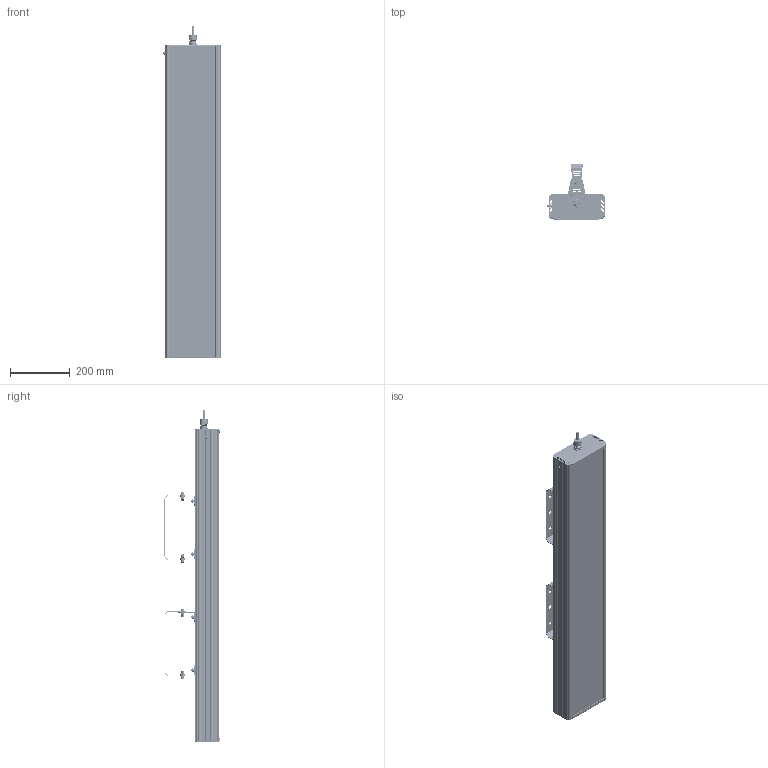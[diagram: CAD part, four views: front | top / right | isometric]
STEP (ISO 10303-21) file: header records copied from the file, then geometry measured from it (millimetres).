
FILE_DESCRIPTION(('STEP AP214'), '1');
FILE_NAME('001.0095.44.000 - 藷旆-椻嚦譇-2癱-220', '', ('UNSPECIFIED'), ('UNSPECIFIED'), 'C3D Converter', 'C3D Toolkit', '');
FILE_SCHEMA(('AUTOMOTIVE_DESIGN { 1 0 10303 214 3 1 1}'));
Length unit declared in the file: millimetre
Products named in the file (43): 001.0095.44.000; #3315; #3374; #3433; #3492; #3577; #3636; #3695; #3754
Assembly tree (88 placements, depth 4):
  001.0095.44.000
    (unnamed)
      (unnamed)
      (unnamed)
      (unnamed)
      (unnamed)
      (unnamed)
      (unnamed)
      (unnamed)
      (unnamed)  x6
      (unnamed)  x6
      (unnamed)
      (unnamed)
      (unnamed)  x22
        (unnamed)
        (unnamed)
        (unnamed)
        (unnamed)
        (unnamed)
        (unnamed)
        (unnamed)
        (unnamed)
        (unnamed)
      (unnamed)
        (unnamed)
    (unnamed)  x2
      (unnamed)
      (unnamed)
      (unnamed)
      (unnamed)
      (unnamed)
      (unnamed)
      (unnamed)
      (unnamed)
      #3315
      #3374
      #3433
      #3492
      #3577
      #3636
      #3695
      #3754
      (unnamed)
Bounding box: 192.43 x 184.68 x 1114.5 mm (x, y, z)
Volume: 3179328.4 mm3; surface area: 2489754.3 mm2
Topology: 765 solids, 765 shells, 7729 faces, 17705 edges, 11738 vertices
Faces by surface type: plane 5424, cylinder 2058, cone 117, bspline 99, sphere 22, torus 9
Full cylindrical faces by diameter (mm): 1 x22, 2 x44, 2.5 x88, 2.8 x550, 3.2 x22, 3.5 x110, 4 x13, 4.917 x4, 5 x2, 6 x9, 6.6 x4, 6.647 x4, 7 x2, 8 x16, 8.5 x8, 9 x8, 10 x1, 11 x4, 12.5 x1, 13 x5, 15 x8, 16 x1, 17 x1, 18 x1, 18.5 x1, 19 x1, 20 x1, 21.5 x1, 22 x2, 25.5 x1
Entity records: 81287 total; most frequent: CARTESIAN_POINT 36372, DIRECTION 8462, ORIENTED_EDGE 7366, EDGE_CURVE 3683, AXIS2_PLACEMENT_3D 3028, VERTEX_POINT 2535, LINE 2406, VECTOR 2406
